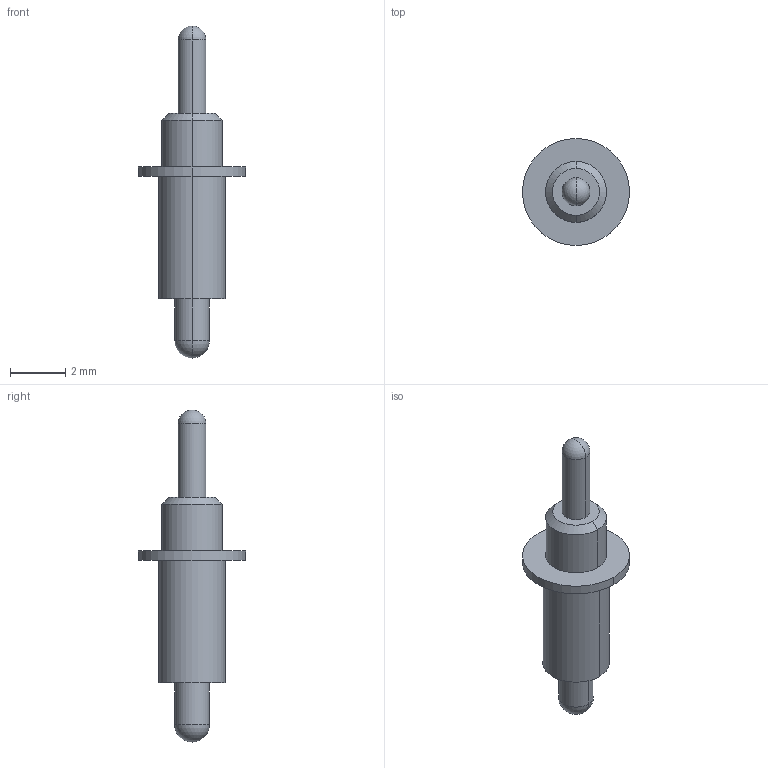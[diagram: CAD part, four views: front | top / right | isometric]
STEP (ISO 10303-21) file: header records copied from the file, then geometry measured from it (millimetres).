
FILE_DESCRIPTION((''),'2;1');
FILE_NAME('0856-0-15-20-82-14-11-0','2021-10-26T22:27:04',('Filip'),(''),'CREO PARAMETRIC BY PTC INC, 2020154','CREO PARAMETRIC BY PTC INC, 2020154','');
FILE_SCHEMA(('AUTOMOTIVE_DESIGN { 1 0 10303 214 1 1 1 1 }'));
Length unit declared in the file: inch
Products named in the file (1): 0856-0-15-20-82-14-11-0
Bounding box: 3.89 x 3.89 x 12.05 mm (x, y, z)
Volume: 36.5 mm3; surface area: 90.6 mm2
Topology: 1 solids, 1 shells, 20 faces, 42 edges, 24 vertices
Faces by surface type: cylinder 10, sphere 4, plane 4, cone 2
Entity records: 707 total; most frequent: DIRECTION 104, CARTESIAN_POINT 84, ORIENTED_EDGE 76, AXIS2_PLACEMENT_3D 46, PRESENTATION_STYLE_ASSIGNMENT 39, STYLED_ITEM 39, CURVE_STYLE 38, EDGE_CURVE 38
